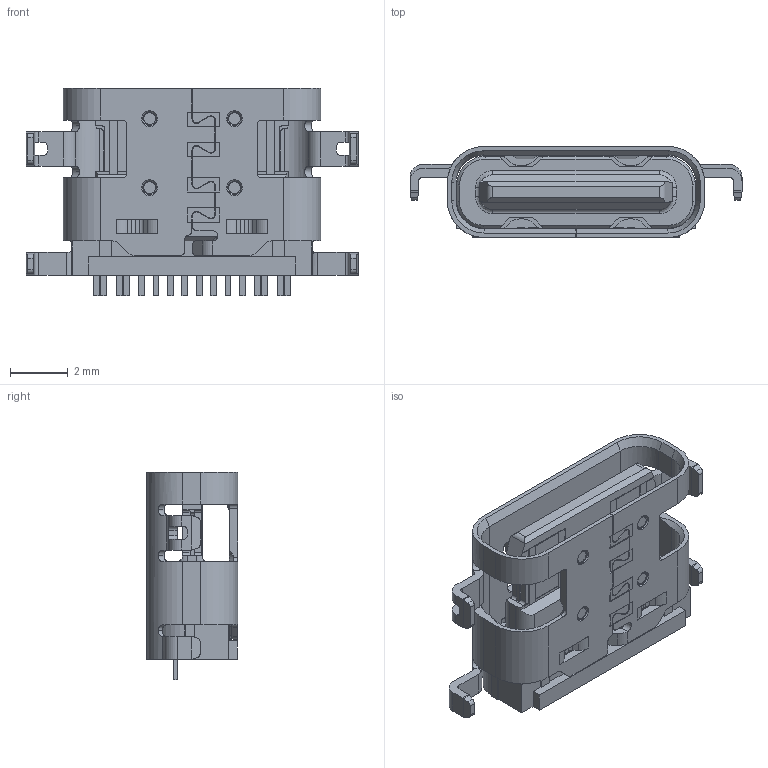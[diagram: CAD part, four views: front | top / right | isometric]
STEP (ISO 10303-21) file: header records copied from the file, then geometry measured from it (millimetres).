
FILE_DESCRIPTION (( 'STEP AP214' ), '1' );
FILE_NAME ('USB4520-03-1-A_revA.STEP', '2021-07-13T04:33:52', ( '' ), ( '' ), 'SwSTEP 2.0', 'SolidWorks 2021', '' );
FILE_SCHEMA (( 'AUTOMOTIVE_DESIGN' ));
Length unit declared in the file: millimetre
Products named in the file (3): Housing mid 2.10; USB4520-03-1-A_revA; Shell mid 2.1 with spring
Assembly tree (2 placements, depth 2):
  USB4520-03-1-A_revA
    Shell mid 2.1 with spring
    Housing mid 2.10
Bounding box: 11.54 x 3.17 x 7.2 mm (x, y, z)
Volume: 95.5 mm3; surface area: 423.9 mm2
Topology: 2 solids, 2 shells, 956 faces, 2651 edges, 1706 vertices
Faces by surface type: plane 662, cylinder 227, bspline 34, cone 33
Entity records: 33511 total; most frequent: CARTESIAN_POINT 7241, ORIENTED_EDGE 5302, DIRECTION 4897, EDGE_CURVE 2651, LINE 1993, VECTOR 1993, VERTEX_POINT 1706, AXIS2_PLACEMENT_3D 1452
